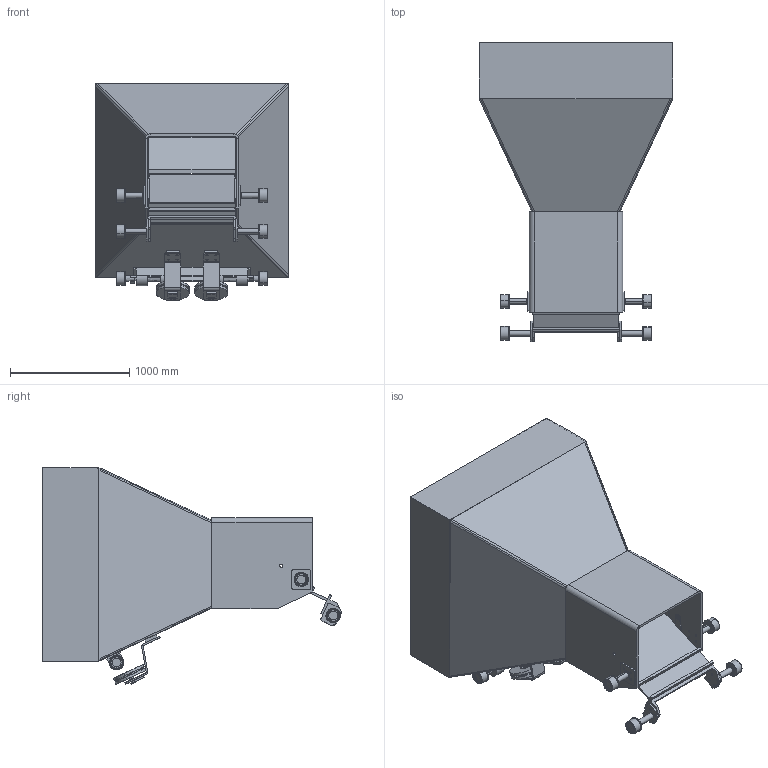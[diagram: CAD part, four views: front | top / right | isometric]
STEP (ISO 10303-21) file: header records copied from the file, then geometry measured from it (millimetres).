
FILE_DESCRIPTION(('FreeCAD Model'),'2;1');
FILE_NAME('Open CASCADE Shape Model','2025-05-08T05:44:31',('FreeCAD'),( 'FreeCAD'),'Open CASCADE STEP processor 7.6','FreeCAD','Unknown');
FILE_SCHEMA(('AUTOMOTIVE_DESIGN { 1 0 10303 214 1 1 1 1 }'));
Products named in the file (1): Open CASCADE STEP translator 7.6 1
Bounding box: 1622.97 x 2507.5 x 1819.34 mm (x, y, z)
Volume: 154802840.5 mm3; surface area: 27414620.5 mm2
Topology: 57 solids, 57 shells, 1447 faces, 3359 edges, 2106 vertices
Faces by surface type: bspline 1447
Entity records: 44987 total; most frequent: CARTESIAN_POINT 25729, ORIENTED_EDGE 6718, EDGE_CURVE 3359, VERTEX_POINT 2106, FACE_BOUND 1777, EDGE_LOOP 1777, B_SPLINE_CURVE_WITH_KNOTS 1479, ADVANCED_FACE 1447
